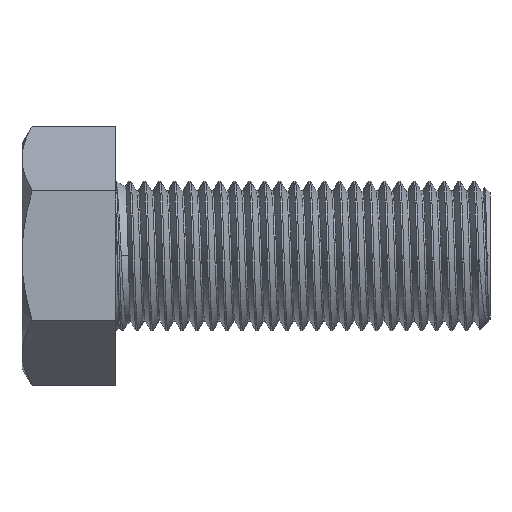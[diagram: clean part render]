
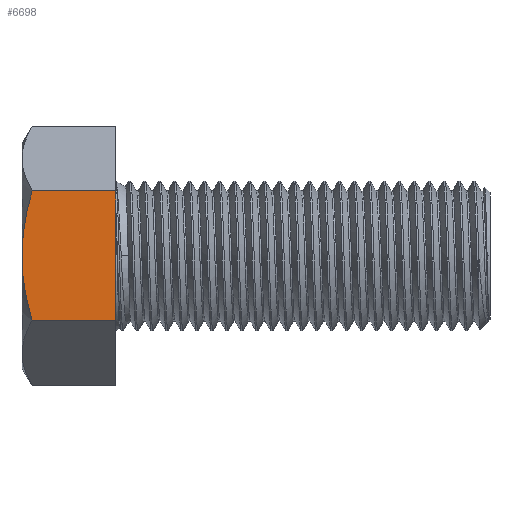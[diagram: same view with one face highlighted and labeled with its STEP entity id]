
A CAD part, top view. The second image highlights one B-rep face of the part: STEP entity #6698.
In plain terms, the highlighted planar face has unit normal (0, 0, 1).
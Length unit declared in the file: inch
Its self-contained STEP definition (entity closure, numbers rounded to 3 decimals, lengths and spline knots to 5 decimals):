
#209 = CARTESIAN_POINT ( 'NONE',  ( -0.74776, -0.21651, 0.375 ) ) ;
#218 = CARTESIAN_POINT ( 'NONE',  ( -0.76645, -0.14521, 0.375 ) ) ;
#301 = ORIENTED_EDGE ( 'NONE', *, *, #6594, .T. ) ;
#504 = EDGE_CURVE ( 'NONE', #6637, #5171, #2104, .T. ) ;
#781 = CARTESIAN_POINT ( 'NONE',  ( -0.75787, 0.18148, 0.375 ) ) ;
#807 = CARTESIAN_POINT ( 'NONE',  ( -0.74776, 0.21651, 0.375 ) ) ;
#874 = EDGE_CURVE ( 'NONE', #6730, #3390, #4512, .T. ) ;
#907 = CARTESIAN_POINT ( 'NONE',  ( -0.74776, 0.21651, 0.375 ) ) ;
#973 = ORIENTED_EDGE ( 'NONE', *, *, #6561, .F. ) ;
#1057 = VECTOR ( 'NONE', #3087, 39.37008 ) ;
#1111 = CARTESIAN_POINT ( 'NONE',  ( -0.78125, 0., 0.375 ) ) ;
#1311 = LINE ( 'NONE', #5605, #7442 ) ;
#1357 = VERTEX_POINT ( 'NONE', #3086 ) ;
#1438 = CARTESIAN_POINT ( 'NONE',  ( -0.78046, 0.0368, 0.375 ) ) ;
#1535 = PLANE ( 'NONE',  #5796 ) ;
#2104 = B_SPLINE_CURVE_WITH_KNOTS ( 'NONE', 3,
 ( #4926, #6020, #218, #6045, #5990, #4841 ),
 .UNSPECIFIED., .F., .F.,
 ( 4, 2, 4 ),
 ( 0.0103, 0.01308, 0.01586 ),
 .UNSPECIFIED. ) ;
#2424 = CARTESIAN_POINT ( 'NONE',  ( -0.46875, 0.21651, 0.375 ) ) ;
#2467 = EDGE_CURVE ( 'NONE', #6637, #1357, #1311, .T. ) ;
#2512 = LINE ( 'NONE', #4861, #1057 ) ;
#2552 = CARTESIAN_POINT ( 'NONE',  ( -0.77507, 0.09185, 0.375 ) ) ;
#2950 = VECTOR ( 'NONE', #5989, 39.37008 ) ;
#3086 = CARTESIAN_POINT ( 'NONE',  ( -0.46875, -0.21651, 0.375 ) ) ;
#3087 = DIRECTION ( 'NONE',  ( 0., 1., 0. ) ) ;
#3390 = VERTEX_POINT ( 'NONE', #2424 ) ;
#3753 = DIRECTION ( 'NONE',  ( 1., 0., 0. ) ) ;
#3765 = CARTESIAN_POINT ( 'NONE',  ( -0.78125, 0., 0.375 ) ) ;
#3964 = FACE_OUTER_BOUND ( 'NONE', #4440, .T. ) ;
#4440 = EDGE_LOOP ( 'NONE', ( #6455, #4988, #301, #6589, #973 ) ) ;
#4512 = LINE ( 'NONE', #7229, #2950 ) ;
#4841 = CARTESIAN_POINT ( 'NONE',  ( -0.78125, 0., 0.375 ) ) ;
#4861 = CARTESIAN_POINT ( 'NONE',  ( -0.46875, -0.21651, 0.375 ) ) ;
#4926 = CARTESIAN_POINT ( 'NONE',  ( -0.74776, -0.21651, 0.375 ) ) ;
#4988 = ORIENTED_EDGE ( 'NONE', *, *, #2467, .T. ) ;
#5171 = VERTEX_POINT ( 'NONE', #1111 ) ;
#5535 = B_SPLINE_CURVE_WITH_KNOTS ( 'NONE', 3,
 ( #3765, #6061, #1438, #7247, #2552, #7221, #781, #807 ),
 .UNSPECIFIED., .F., .F.,
 ( 4, 2, 2, 4 ),
 ( 0.01586, 0.01726, 0.01865, 0.02144 ),
 .UNSPECIFIED. ) ;
#5605 = CARTESIAN_POINT ( 'NONE',  ( -0.78125, -0.21651, 0.375 ) ) ;
#5796 = AXIS2_PLACEMENT_3D ( 'NONE', #6135, #6796, #6821 ) ;
#5989 = DIRECTION ( 'NONE',  ( 1., 0., 0. ) ) ;
#5990 = CARTESIAN_POINT ( 'NONE',  ( -0.78125, -0.03664, 0.375 ) ) ;
#6020 = CARTESIAN_POINT ( 'NONE',  ( -0.75794, -0.18124, 0.375 ) ) ;
#6045 = CARTESIAN_POINT ( 'NONE',  ( -0.7781, -0.073, 0.375 ) ) ;
#6061 = CARTESIAN_POINT ( 'NONE',  ( -0.78125, 0.01834, 0.375 ) ) ;
#6135 = CARTESIAN_POINT ( 'NONE',  ( -0.78125, -0.21651, 0.375 ) ) ;
#6455 = ORIENTED_EDGE ( 'NONE', *, *, #504, .F. ) ;
#6561 = EDGE_CURVE ( 'NONE', #5171, #6730, #5535, .T. ) ;
#6589 = ORIENTED_EDGE ( 'NONE', *, *, #874, .F. ) ;
#6594 = EDGE_CURVE ( 'NONE', #1357, #3390, #2512, .T. ) ;
#6637 = VERTEX_POINT ( 'NONE', #209 ) ;
#6698 = ADVANCED_FACE ( 'NONE', ( #3964 ), #1535, .F. ) ;
#6730 = VERTEX_POINT ( 'NONE', #907 ) ;
#6796 = DIRECTION ( 'NONE',  ( 0., 0., -1. ) ) ;
#6821 = DIRECTION ( 'NONE',  ( 0., 1., 0. ) ) ;
#7221 = CARTESIAN_POINT ( 'NONE',  ( -0.76628, 0.14602, 0.375 ) ) ;
#7229 = CARTESIAN_POINT ( 'NONE',  ( -0.78125, 0.21651, 0.375 ) ) ;
#7247 = CARTESIAN_POINT ( 'NONE',  ( -0.77737, 0.07363, 0.375 ) ) ;
#7442 = VECTOR ( 'NONE', #3753, 39.37008 ) ;
